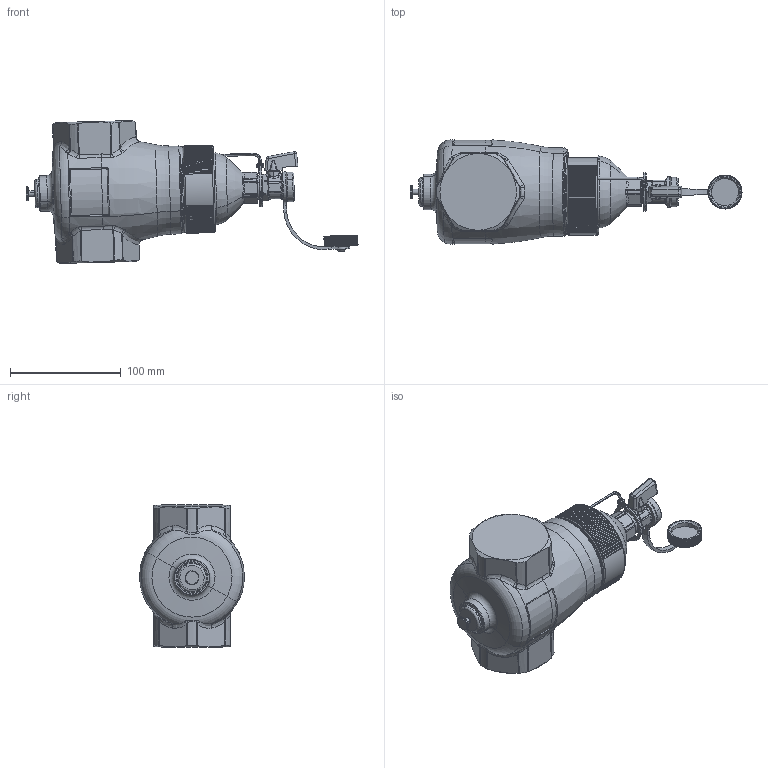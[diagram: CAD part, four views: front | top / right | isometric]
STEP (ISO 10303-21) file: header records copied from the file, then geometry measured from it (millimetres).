
FILE_DESCRIPTION(('CATIA V5 STEP Exchange','CAx-IF Rec.Pracs.--- Model Styling and Organization---1.5--- 2016-08-15','CAx-IF Rec.Pracs.---Supplemental Geometry---1.0---2011-11-01','CAx-IF Rec.Pracs.--- Composite Materials ---3.4---2017-06-13','CAx-IF Rec.Pracs.---Tessellated 3D Geometry---1.0---2015-12-17'),'2;1');
FILE_NAME('STEP_546309AM_-_TST.stp','2024-03-26T17:59:10+00:00',('none'),('none'),'CATIA Version 5-6 Release 2020 SP5','CATIA V5 STEP AP242 v2','none');
FILE_SCHEMA(('AP242_MANAGED_MODEL_BASED_3D_ENGINEERING_MIM_LF {1 0 10303 442 1 1 4}'));
Products named in the file (1): 546309AM - TST
Bounding box: 299.23 x 94.4 x 128.78 mm (x, y, z)
Volume: 1101593.4 mm3; surface area: 89071 mm2
Topology: 1 solids, 3 shells, 1952 faces, 5173 edges, 3194 vertices
Faces by surface type: cylinder 989, torus 339, plane 332, bspline 199, cone 58, sphere 24, revolution 11
Entity records: 73277 total; most frequent: CARTESIAN_POINT 31121, ORIENTED_EDGE 10284, DIRECTION 5268, EDGE_CURVE 5142, VERTEX_POINT 3194, AXIS2_PLACEMENT_3D 2940, EDGE_LOOP 1976, CIRCLE 1968
